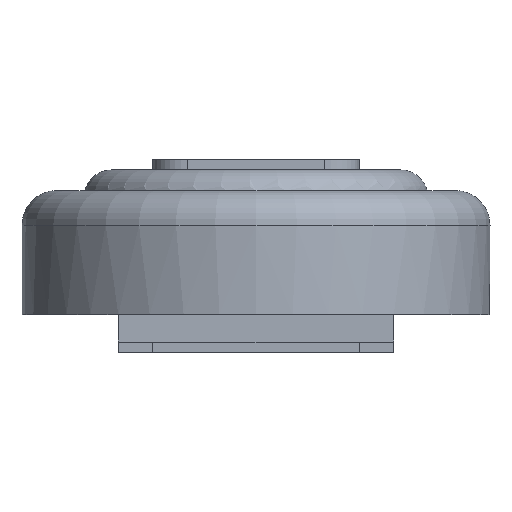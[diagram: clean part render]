
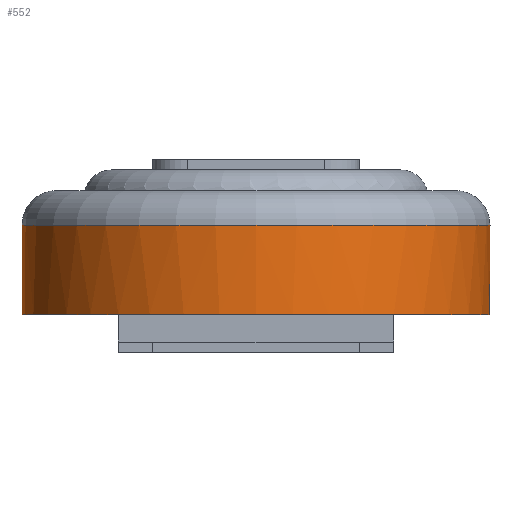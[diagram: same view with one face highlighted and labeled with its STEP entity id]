
A CAD part, left-side view. The second image highlights one B-rep face of the part: STEP entity #552.
In plain terms, the highlighted cylindrical face has radius 3.4 mm (diameter 6.8 mm), a full revolution.
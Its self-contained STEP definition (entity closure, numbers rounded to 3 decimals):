
#40 = VERTEX_POINT('',#41);
#41 = CARTESIAN_POINT('',(-2.744,-2.005,0.55));
#340 = VERTEX_POINT('',#341);
#341 = CARTESIAN_POINT('',(-2.744,1.995,0.55));
#347 = EDGE_CURVE('',#340,#40,#348,.T.);
#348 = CIRCLE('',#349,3.4);
#349 = AXIS2_PLACEMENT_3D('',#350,#351,#352);
#350 = CARTESIAN_POINT('',(0.005,-0.005,0.55)
  );
#351 = DIRECTION('',(0.,-0.,1.));
#352 = DIRECTION('',(0.,1.,0.));
#364 = EDGE_CURVE('',#40,#365,#367,.T.);
#365 = VERTEX_POINT('',#366);
#366 = CARTESIAN_POINT('',(0.005,3.395,0.55));
#367 = CIRCLE('',#368,3.4);
#368 = AXIS2_PLACEMENT_3D('',#369,#370,#371);
#369 = CARTESIAN_POINT('',(0.005,-0.005,0.55)
  );
#370 = DIRECTION('',(0.,-0.,1.));
#371 = DIRECTION('',(0.,1.,0.));
#373 = EDGE_CURVE('',#365,#340,#374,.T.);
#374 = CIRCLE('',#375,3.4);
#375 = AXIS2_PLACEMENT_3D('',#376,#377,#378);
#376 = CARTESIAN_POINT('',(0.005,-0.005,0.55)
  );
#377 = DIRECTION('',(0.,-0.,1.));
#378 = DIRECTION('',(0.,1.,0.));
#552 = ADVANCED_FACE('',(#553),#574,.T.);
#553 = FACE_BOUND('',#554,.F.);
#554 = EDGE_LOOP('',(#555,#564,#570,#571,#572,#573));
#555 = ORIENTED_EDGE('',*,*,#556,.T.);
#556 = EDGE_CURVE('',#557,#557,#559,.T.);
#557 = VERTEX_POINT('',#558);
#558 = CARTESIAN_POINT('',(0.005,3.395,1.85));
#559 = CIRCLE('',#560,3.4);
#560 = AXIS2_PLACEMENT_3D('',#561,#562,#563);
#561 = CARTESIAN_POINT('',(0.005,-0.005,1.85)
  );
#562 = DIRECTION('',(0.,-0.,1.));
#563 = DIRECTION('',(0.,1.,0.));
#564 = ORIENTED_EDGE('',*,*,#565,.F.);
#565 = EDGE_CURVE('',#365,#557,#566,.T.);
#566 = LINE('',#567,#568);
#567 = CARTESIAN_POINT('',(0.005,3.395,0.55));
#568 = VECTOR('',#569,1.);
#569 = DIRECTION('',(0.,0.,1.));
#570 = ORIENTED_EDGE('',*,*,#364,.F.);
#571 = ORIENTED_EDGE('',*,*,#347,.F.);
#572 = ORIENTED_EDGE('',*,*,#373,.F.);
#573 = ORIENTED_EDGE('',*,*,#565,.T.);
#574 = CYLINDRICAL_SURFACE('',#575,3.4);
#575 = AXIS2_PLACEMENT_3D('',#576,#577,#578);
#576 = CARTESIAN_POINT('',(0.005,-0.005,0.55)
  );
#577 = DIRECTION('',(0.,-0.,-1.));
#578 = DIRECTION('',(0.,1.,0.));
